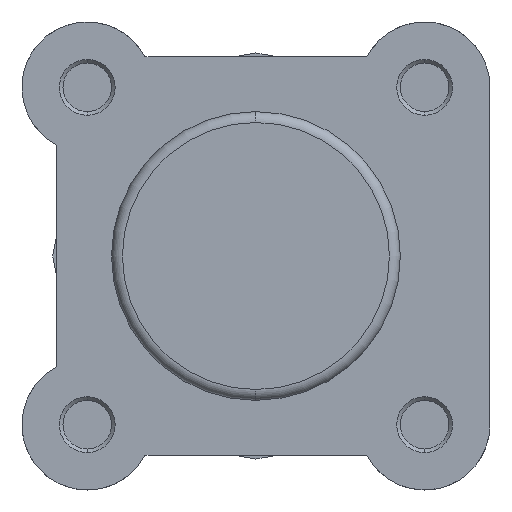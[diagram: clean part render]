
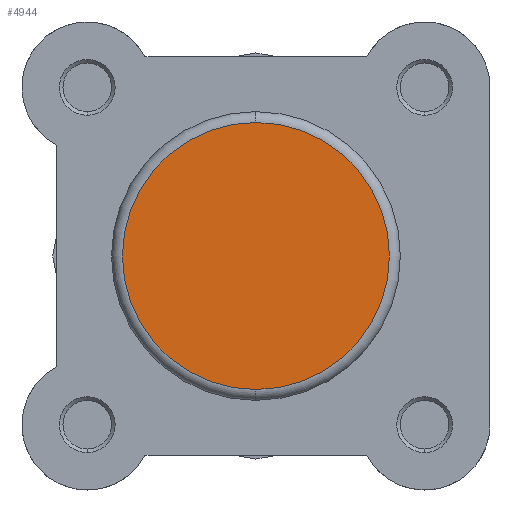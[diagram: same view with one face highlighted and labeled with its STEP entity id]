
A CAD part, left-side view. The second image highlights one B-rep face of the part: STEP entity #4944.
In plain terms, the highlighted planar face has unit normal (-1, 0, 0).
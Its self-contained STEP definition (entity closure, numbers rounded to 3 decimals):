
#220 = CARTESIAN_POINT ( 'NONE',  ( 0., 0., -18.4 ) ) ;
#236 = CARTESIAN_POINT ( 'NONE',  ( 0., 0., 18.4 ) ) ;
#306 = VERTEX_POINT ( 'NONE', #236 ) ;
#322 = VERTEX_POINT ( 'NONE', #220 ) ;
#1011 = CARTESIAN_POINT ( 'NONE',  ( 0., 0., 0. ) ) ;
#1031 = PLANE ( 'NONE',  #2190 ) ;
#1038 = DIRECTION ( 'NONE',  ( 1., 0., 0. ) ) ;
#1039 = DIRECTION ( 'NONE',  ( 0., 0., -1. ) ) ;
#1731 = EDGE_CURVE ( 'NONE', #322, #306, #4210, .T. ) ;
#1786 = EDGE_CURVE ( 'NONE', #306, #322, #4291, .T. ) ;
#1993 = AXIS2_PLACEMENT_3D ( 'NONE', #3748, #3749, #3750 ) ;
#2021 = AXIS2_PLACEMENT_3D ( 'NONE', #3888, #3890, #3891 ) ;
#2190 = AXIS2_PLACEMENT_3D ( 'NONE', #1011, #1038, #1039 ) ;
#2486 = ORIENTED_EDGE ( 'NONE', *, *, #1731, .T. ) ;
#2528 = ORIENTED_EDGE ( 'NONE', *, *, #1786, .T. ) ;
#3748 = CARTESIAN_POINT ( 'NONE',  ( 0., 0., 0. ) ) ;
#3749 = DIRECTION ( 'NONE',  ( -1., 0., 0. ) ) ;
#3750 = DIRECTION ( 'NONE',  ( 0., 0., -1. ) ) ;
#3888 = CARTESIAN_POINT ( 'NONE',  ( 0., 0., 0. ) ) ;
#3890 = DIRECTION ( 'NONE',  ( -1., 0., 0. ) ) ;
#3891 = DIRECTION ( 'NONE',  ( 0., 0., -1. ) ) ;
#4210 = CIRCLE ( 'NONE', #1993, 18.4 ) ;
#4291 = CIRCLE ( 'NONE', #2021, 18.4 ) ;
#4626 = FACE_OUTER_BOUND ( 'NONE', #5279, .T. ) ;
#4944 = ADVANCED_FACE ( 'NONE', ( #4626 ), #1031, .F. ) ;
#5279 = EDGE_LOOP ( 'NONE', ( #2486, #2528 ) ) ;
